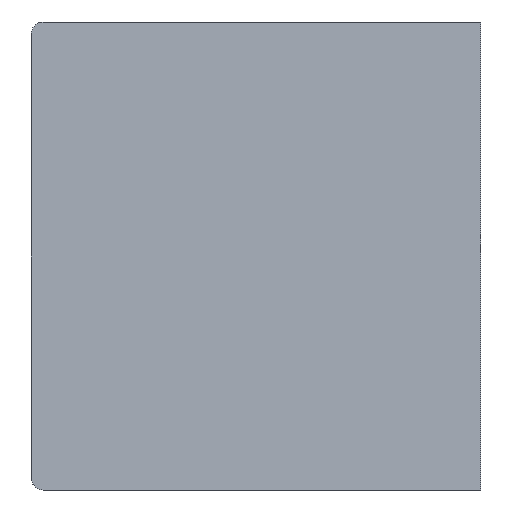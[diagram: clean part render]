
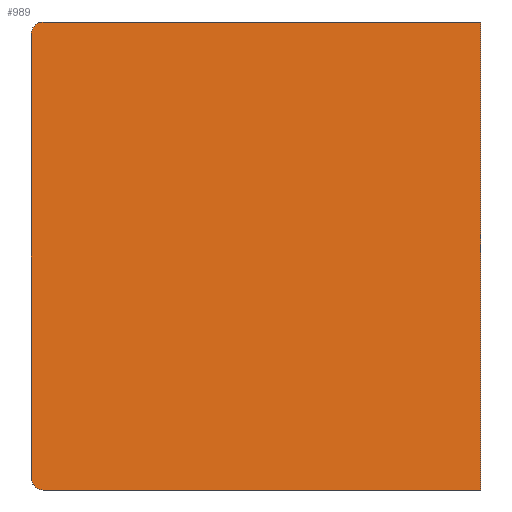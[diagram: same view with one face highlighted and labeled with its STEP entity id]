
A CAD part, front view. The second image highlights one B-rep face of the part: STEP entity #989.
In plain terms, the highlighted planar face has unit normal (0, -0.996, 0.09).
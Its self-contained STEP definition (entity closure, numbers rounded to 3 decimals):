
#18=PLANE('',#1058);
#67=FACE_OUTER_BOUND('',#120,.T.);
#120=EDGE_LOOP('',(#697,#698,#699,#700,#701,#702));
#185=LINE('',#1393,#320);
#186=LINE('',#1397,#321);
#187=LINE('',#1399,#322);
#188=LINE('',#1400,#323);
#320=VECTOR('',#1130,10.);
#321=VECTOR('',#1133,10.);
#322=VECTOR('',#1134,10.);
#323=VECTOR('',#1135,10.);
#453=ELLIPSE('',#1056,2.51,2.5);
#454=ELLIPSE('',#1059,2.51,2.5);
#455=VERTEX_POINT('',#1383);
#456=VERTEX_POINT('',#1384);
#459=VERTEX_POINT('',#1392);
#460=VERTEX_POINT('',#1394);
#461=VERTEX_POINT('',#1396);
#462=VERTEX_POINT('',#1398);
#548=EDGE_CURVE('',#455,#456,#453,.T.);
#552=EDGE_CURVE('',#455,#459,#185,.T.);
#553=EDGE_CURVE('',#460,#459,#454,.T.);
#554=EDGE_CURVE('',#460,#461,#186,.T.);
#555=EDGE_CURVE('',#462,#461,#187,.T.);
#556=EDGE_CURVE('',#456,#462,#188,.T.);
#697=ORIENTED_EDGE('',*,*,#548,.F.);
#698=ORIENTED_EDGE('',*,*,#552,.T.);
#699=ORIENTED_EDGE('',*,*,#553,.F.);
#700=ORIENTED_EDGE('',*,*,#554,.T.);
#701=ORIENTED_EDGE('',*,*,#555,.F.);
#702=ORIENTED_EDGE('',*,*,#556,.F.);
#989=ADVANCED_FACE('',(#67),#18,.T.);
#1056=AXIS2_PLACEMENT_3D('',#1385,#1122,#1123);
#1058=AXIS2_PLACEMENT_3D('',#1391,#1128,#1129);
#1059=AXIS2_PLACEMENT_3D('',#1395,#1131,#1132);
#1122=DIRECTION('center_axis',(0.,0.996,-0.09));
#1123=DIRECTION('ref_axis',(0.,0.09,0.996));
#1128=DIRECTION('center_axis',(0.,-0.996,
0.09));
#1129=DIRECTION('ref_axis',(0.,-0.09,-0.996));
#1130=DIRECTION('',(0.,-0.09,-0.996));
#1131=DIRECTION('center_axis',(0.,0.996,-0.09));
#1132=DIRECTION('ref_axis',(0.,-0.09,-0.996));
#1133=DIRECTION('',(1.,0.,0.));
#1134=DIRECTION('',(0.,-0.09,-0.996));
#1135=DIRECTION('',(1.,0.,0.));
#1383=CARTESIAN_POINT('',(31.7,-12.325,3.));
#1384=CARTESIAN_POINT('',(34.2,-12.1,5.5));
#1385=CARTESIAN_POINT('Origin',(34.2,-12.325,3.));
#1391=CARTESIAN_POINT('Origin',(31.7,-12.1,5.5));
#1392=CARTESIAN_POINT('',(31.7,-20.875,-92.));
#1393=CARTESIAN_POINT('',(31.7,-12.1,5.5));
#1394=CARTESIAN_POINT('',(34.2,-21.1,-94.5));
#1395=CARTESIAN_POINT('Origin',(34.2,-20.875,-92.));
#1396=CARTESIAN_POINT('',(127.7,-21.1,-94.5));
#1397=CARTESIAN_POINT('',(31.7,-21.1,-94.5));
#1398=CARTESIAN_POINT('',(127.7,-12.1,5.5));
#1399=CARTESIAN_POINT('',(127.7,-12.1,5.5));
#1400=CARTESIAN_POINT('',(35.2,-12.1,5.5));
